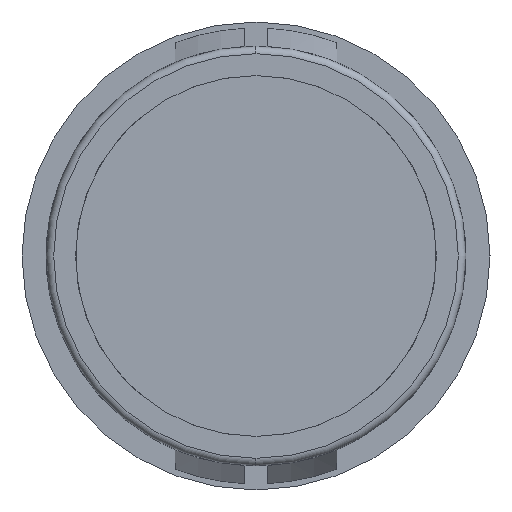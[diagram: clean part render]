
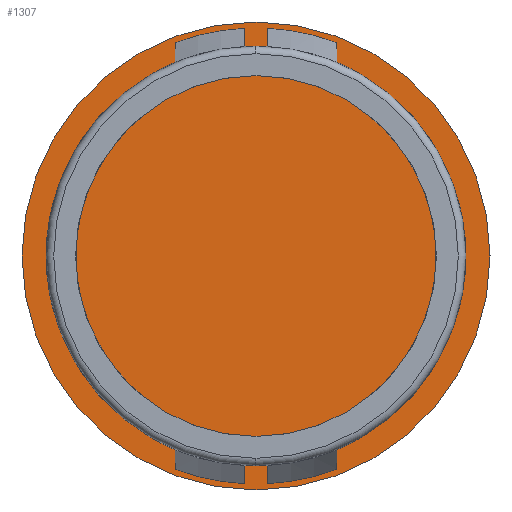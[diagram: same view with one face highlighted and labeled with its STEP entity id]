
A CAD part, front view. The second image highlights one B-rep face of the part: STEP entity #1307.
In plain terms, the highlighted planar face has unit normal (0, -1, 0).
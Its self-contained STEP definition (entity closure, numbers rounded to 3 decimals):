
#7 = EDGE_LOOP ( 'NONE', ( #263, #266, #325, #296 ) ) ;
#15 = CIRCLE ( 'NONE', #1056, 13.9 ) ;
#20 = CIRCLE ( 'NONE', #1939, 11.95 ) ;
#34 = EDGE_CURVE ( 'NONE', #166, #196, #436, .T. ) ;
#35 = EDGE_CURVE ( 'NONE', #146, #137, #20, .T. ) ;
#49 = EDGE_CURVE ( 'NONE', #196, #178, #15, .T. ) ;
#58 = CIRCLE ( 'NONE', #1732, 11.95 ) ;
#71 = CIRCLE ( 'NONE', #1945, 15.5 ) ;
#90 = CIRCLE ( 'NONE', #1908, 15.5 ) ;
#98 = EDGE_LOOP ( 'NONE', ( #275, #278, #299, #284 ) ) ;
#105 = EDGE_LOOP ( 'NONE', ( #304, #254 ) ) ;
#137 = VERTEX_POINT ( 'NONE', #523 ) ;
#146 = VERTEX_POINT ( 'NONE', #532 ) ;
#166 = VERTEX_POINT ( 'NONE', #551 ) ;
#168 = VERTEX_POINT ( 'NONE', #553 ) ;
#178 = VERTEX_POINT ( 'NONE', #563 ) ;
#184 = VERTEX_POINT ( 'NONE', #569 ) ;
#190 = VERTEX_POINT ( 'NONE', #575 ) ;
#196 = VERTEX_POINT ( 'NONE', #581 ) ;
#199 = VERTEX_POINT ( 'NONE', #584 ) ;
#207 = VERTEX_POINT ( 'NONE', #592 ) ;
#254 = ORIENTED_EDGE ( 'NONE', *, *, #1276, .F. ) ;
#263 = ORIENTED_EDGE ( 'NONE', *, *, #1670, .F. ) ;
#266 = ORIENTED_EDGE ( 'NONE', *, *, #1287, .T. ) ;
#275 = ORIENTED_EDGE ( 'NONE', *, *, #34, .T. ) ;
#278 = ORIENTED_EDGE ( 'NONE', *, *, #49, .T. ) ;
#284 = ORIENTED_EDGE ( 'NONE', *, *, #1305, .T. ) ;
#296 = ORIENTED_EDGE ( 'NONE', *, *, #35, .T. ) ;
#299 = ORIENTED_EDGE ( 'NONE', *, *, #1659, .T. ) ;
#304 = ORIENTED_EDGE ( 'NONE', *, *, #1350, .F. ) ;
#325 = ORIENTED_EDGE ( 'NONE', *, *, #1668, .F. ) ;
#389 = VECTOR ( 'NONE', #1138, 1000. ) ;
#435 = CARTESIAN_POINT ( 'NONE',  ( 0., 0., 0. ) ) ;
#436 = LINE ( 'NONE', #437, #1938 ) ;
#437 = CARTESIAN_POINT ( 'NONE',  ( 6.85, 0., -15.5 ) ) ;
#438 = DIRECTION ( 'NONE',  ( 0., 0., 1. ) ) ;
#439 = DIRECTION ( 'NONE',  ( 0., -1., 0. ) ) ;
#440 = DIRECTION ( 'NONE',  ( 0., 0., -1. ) ) ;
#513 = CARTESIAN_POINT ( 'NONE',  ( 0., 0., 0. ) ) ;
#514 = DIRECTION ( 'NONE',  ( 0., 1., 0. ) ) ;
#515 = DIRECTION ( 'NONE',  ( 0., 0., -1. ) ) ;
#523 = CARTESIAN_POINT ( 'NONE',  ( -6.85, 0., -9.792 ) ) ;
#532 = CARTESIAN_POINT ( 'NONE',  ( -6.85, 0., 9.792 ) ) ;
#551 = CARTESIAN_POINT ( 'NONE',  ( 6.85, 0., 9.792 ) ) ;
#553 = CARTESIAN_POINT ( 'NONE',  ( 0., 0., 15.5 ) ) ;
#563 = CARTESIAN_POINT ( 'NONE',  ( 6.85, 0., -12.095 ) ) ;
#569 = CARTESIAN_POINT ( 'NONE',  ( 6.85, 0., -9.792 ) ) ;
#575 = CARTESIAN_POINT ( 'NONE',  ( -6.85, 0., -12.095 ) ) ;
#581 = CARTESIAN_POINT ( 'NONE',  ( 6.85, 0., 12.095 ) ) ;
#584 = CARTESIAN_POINT ( 'NONE',  ( -6.85, 0., 12.095 ) ) ;
#592 = CARTESIAN_POINT ( 'NONE',  ( 0., 0., -15.5 ) ) ;
#953 = CARTESIAN_POINT ( 'NONE',  ( 0., 0., 0. ) ) ;
#954 = DIRECTION ( 'NONE',  ( 0., 1., 0. ) ) ;
#955 = DIRECTION ( 'NONE',  ( 0., 0., 1. ) ) ;
#993 = CARTESIAN_POINT ( 'NONE',  ( 0., 0., 0. ) ) ;
#994 = DIRECTION ( 'NONE',  ( 0., 1., 0. ) ) ;
#995 = DIRECTION ( 'NONE',  ( 0., 0., -1. ) ) ;
#1056 = AXIS2_PLACEMENT_3D ( 'NONE', #513, #514, #515 ) ;
#1131 = CIRCLE ( 'NONE', #1927, 13.9 ) ;
#1136 = LINE ( 'NONE', #1137, #389 ) ;
#1137 = CARTESIAN_POINT ( 'NONE',  ( -6.85, 0., -15.5 ) ) ;
#1138 = DIRECTION ( 'NONE',  ( 0., 0., 1. ) ) ;
#1276 = EDGE_CURVE ( 'NONE', #207, #168, #90, .T. ) ;
#1287 = EDGE_CURVE ( 'NONE', #190, #199, #1131, .T. ) ;
#1305 = EDGE_CURVE ( 'NONE', #184, #166, #58, .T. ) ;
#1307 = ADVANCED_FACE ( 'NONE', ( #1735, #1737, #1738 ), #1381, .T. ) ;
#1350 = EDGE_CURVE ( 'NONE', #168, #207, #71, .T. ) ;
#1375 = CARTESIAN_POINT ( 'NONE',  ( 0., 0., 0. ) ) ;
#1376 = DIRECTION ( 'NONE',  ( 0., -1., 0. ) ) ;
#1377 = DIRECTION ( 'NONE',  ( 0., 0., -1. ) ) ;
#1381 = PLANE ( 'NONE',  #1740 ) ;
#1382 = CARTESIAN_POINT ( 'NONE',  ( -15.1, 0., 0. ) ) ;
#1383 = DIRECTION ( 'NONE',  ( 0., -1., 0. ) ) ;
#1384 = DIRECTION ( 'NONE',  ( 0., 0., -1. ) ) ;
#1549 = CARTESIAN_POINT ( 'NONE',  ( 0., 0., 0. ) ) ;
#1556 = DIRECTION ( 'NONE',  ( 0., 1., 0. ) ) ;
#1557 = DIRECTION ( 'NONE',  ( 0., 0., 1. ) ) ;
#1619 = LINE ( 'NONE', #1620, #1965 ) ;
#1620 = CARTESIAN_POINT ( 'NONE',  ( 6.85, 0., -15.5 ) ) ;
#1621 = DIRECTION ( 'NONE',  ( 0., 0., 1. ) ) ;
#1646 = LINE ( 'NONE', #1647, #1973 ) ;
#1647 = CARTESIAN_POINT ( 'NONE',  ( -6.85, 0., -15.5 ) ) ;
#1648 = DIRECTION ( 'NONE',  ( 0., 0., 1. ) ) ;
#1659 = EDGE_CURVE ( 'NONE', #178, #184, #1619, .T. ) ;
#1668 = EDGE_CURVE ( 'NONE', #146, #199, #1646, .T. ) ;
#1670 = EDGE_CURVE ( 'NONE', #190, #137, #1136, .T. ) ;
#1732 = AXIS2_PLACEMENT_3D ( 'NONE', #1375, #1376, #1377 ) ;
#1735 = FACE_BOUND ( 'NONE', #7, .T. ) ;
#1737 = FACE_BOUND ( 'NONE', #98, .T. ) ;
#1738 = FACE_OUTER_BOUND ( 'NONE', #105, .T. ) ;
#1740 = AXIS2_PLACEMENT_3D ( 'NONE', #1382, #1383, #1384 ) ;
#1908 = AXIS2_PLACEMENT_3D ( 'NONE', #953, #954, #955 ) ;
#1927 = AXIS2_PLACEMENT_3D ( 'NONE', #993, #994, #995 ) ;
#1938 = VECTOR ( 'NONE', #438, 1000. ) ;
#1939 = AXIS2_PLACEMENT_3D ( 'NONE', #435, #439, #440 ) ;
#1945 = AXIS2_PLACEMENT_3D ( 'NONE', #1549, #1556, #1557 ) ;
#1965 = VECTOR ( 'NONE', #1621, 1000. ) ;
#1973 = VECTOR ( 'NONE', #1648, 1000. ) ;
